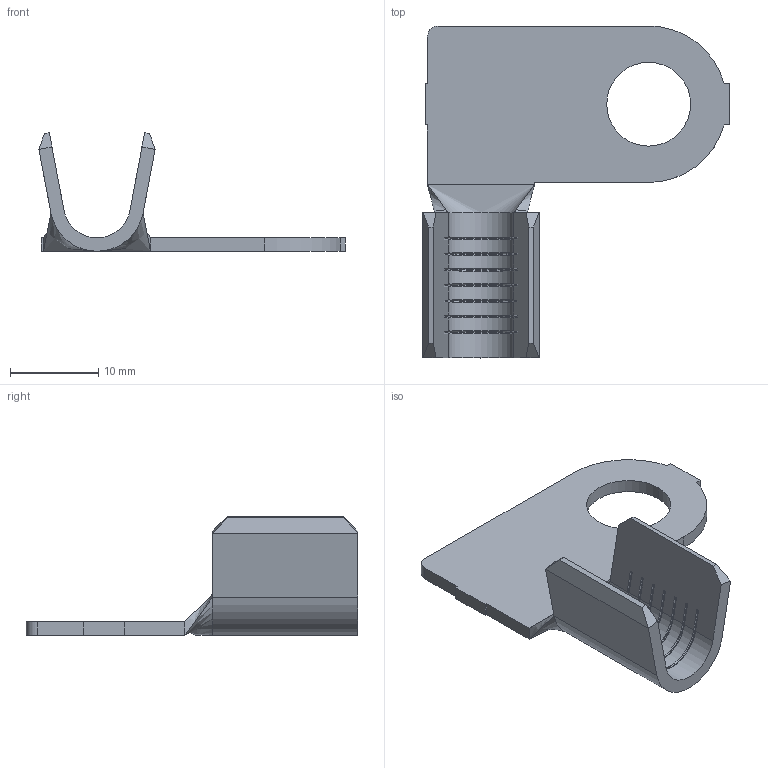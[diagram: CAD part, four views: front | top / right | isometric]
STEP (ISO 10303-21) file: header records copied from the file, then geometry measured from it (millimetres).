
FILE_DESCRIPTION (( 'STEP AP203' ), '1' );
FILE_NAME ('82340.STEP', '2015-02-05T15:57:10', ( '' ), ( '' ), 'SwSTEP 2.0', 'SolidWorks 2014', '' );
FILE_SCHEMA (( 'CONFIG_CONTROL_DESIGN' ));
Length unit declared in the file: inch
Products named in the file (1): 82340
Bounding box: 34.8 x 37.72 x 13.46 mm (x, y, z)
Volume: 1562.3 mm3; surface area: 2387.5 mm2
Topology: 1 solids, 1 shells, 190 faces, 475 edges, 294 vertices
Faces by surface type: plane 125, bspline 23, cone 21, cylinder 21
Entity records: 6880 total; most frequent: CARTESIAN_POINT 2411, ORIENTED_EDGE 950, DIRECTION 821, EDGE_CURVE 475, LINE 373, VECTOR 373, VERTEX_POINT 294, AXIS2_PLACEMENT_3D 224
